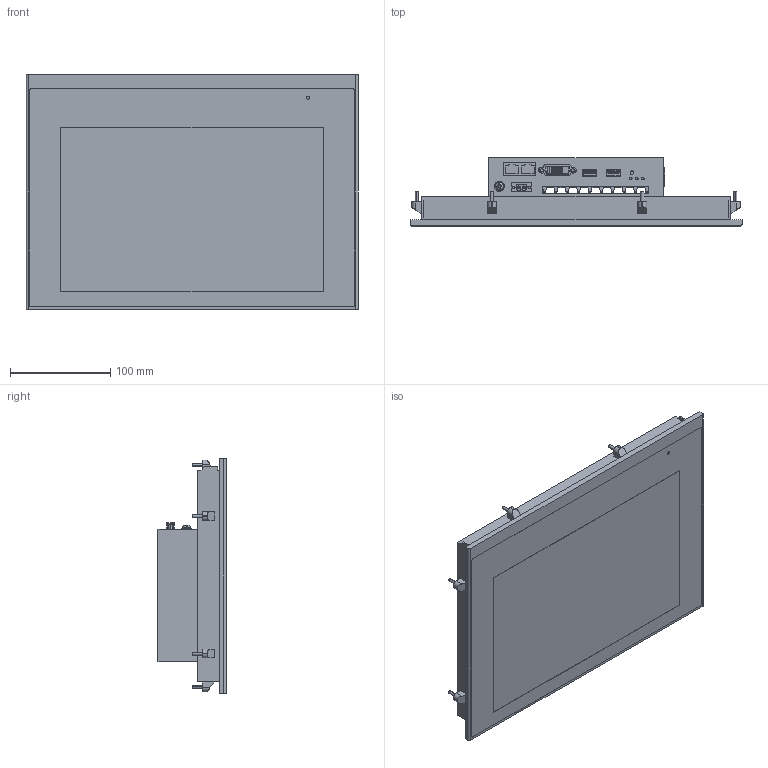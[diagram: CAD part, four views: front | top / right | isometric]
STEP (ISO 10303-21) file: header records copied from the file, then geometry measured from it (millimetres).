
FILE_DESCRIPTION(('CATIA V5 STEP Exchange','CAx-IF Rec.Pracs.--- Model Styling and Organization---1.4--- 2014-01-23'),'2;1');
FILE_NAME ('1138640-1_0_2676480000_S3D_UV66-ADV-12-IPPC-1001.01.stp','2022-08-26T09:39:13+00:00',('none'),('Weidmueller'),'CATIA Version 5-6 Release 2016 SP3 HF44','CATIA V5 STEP AP214','none');
FILE_SCHEMA(('AUTOMOTIVE_DESIGN { 1 0 10303 214 1 1 1 1 }'));
Length unit declared in the file: millimetre
Products named in the file (1): UV66-ADV-12-IPPC-1001.01
Bounding box: 331 x 67.8 x 234 mm (x, y, z)
Volume: 2780505.6 mm3; surface area: 699583.4 mm2
Topology: 33 solids, 33 shells, 652 faces, 1647 edges, 1092 vertices
Faces by surface type: plane 503, cylinder 139, extrusion 4, cone 4, torus 2
Entity records: 19167 total; most frequent: CARTESIAN_POINT 3429, ORIENTED_EDGE 3294, DIRECTION 2553, EDGE_CURVE 1647, VECTOR 1329, LINE 1325, VERTEX_POINT 1092, AXIS2_PLACEMENT_3D 750
